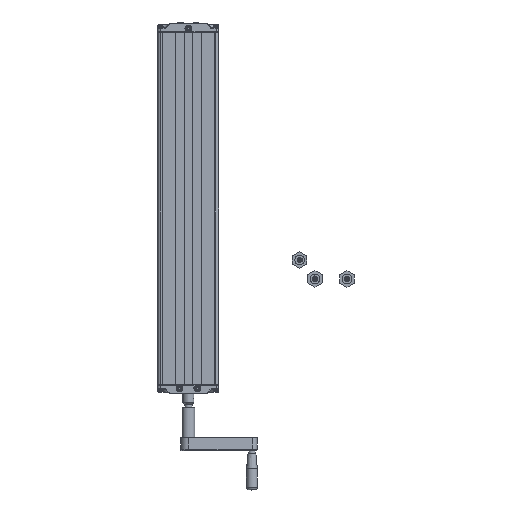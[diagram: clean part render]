
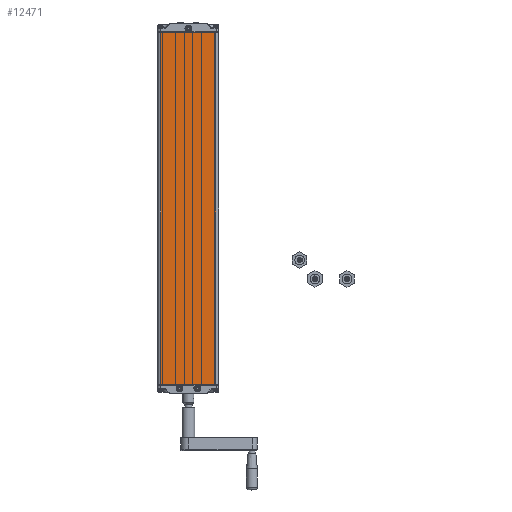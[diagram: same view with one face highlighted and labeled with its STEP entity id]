
A CAD part, top view. The second image highlights one B-rep face of the part: STEP entity #12471.
In plain terms, the highlighted planar face has unit normal (0, 0, 1).
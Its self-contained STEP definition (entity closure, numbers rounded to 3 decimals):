
#1904=FACE_OUTER_BOUND('',#2690,.T.);
#2690=EDGE_LOOP('',(#8384,#8385,#8386,#8387));
#3545=LINE('',#19779,#4414);
#3546=LINE('',#19781,#4415);
#3547=LINE('',#19783,#4416);
#3548=LINE('',#19784,#4417);
#4414=VECTOR('',#15434,691.5);
#4415=VECTOR('',#15435,108.);
#4416=VECTOR('',#15436,691.5);
#4417=VECTOR('',#15437,108.);
#5283=VERTEX_POINT('',#19777);
#5284=VERTEX_POINT('',#19778);
#5285=VERTEX_POINT('',#19780);
#5286=VERTEX_POINT('',#19782);
#6469=EDGE_CURVE('',#5283,#5284,#3545,.F.);
#6470=EDGE_CURVE('',#5284,#5285,#3546,.T.);
#6471=EDGE_CURVE('',#5285,#5286,#3547,.T.);
#6472=EDGE_CURVE('',#5286,#5283,#3548,.F.);
#8384=ORIENTED_EDGE('',*,*,#6469,.T.);
#8385=ORIENTED_EDGE('',*,*,#6470,.T.);
#8386=ORIENTED_EDGE('',*,*,#6471,.T.);
#8387=ORIENTED_EDGE('',*,*,#6472,.T.);
#12214=PLANE('',#13690);
#12471=ADVANCED_FACE('',(#1904),#12214,.T.);
#13690=AXIS2_PLACEMENT_3D('',#19776,#15432,#15433);
#15432=DIRECTION('center_axis',(0.,0.,1.));
#15433=DIRECTION('ref_axis',(1.,0.,0.));
#15434=DIRECTION('',(0.,-1.,0.));
#15435=DIRECTION('',(-1.,0.,0.));
#15436=DIRECTION('',(0.,-1.,0.));
#15437=DIRECTION('',(-1.,0.,0.));
#19776=CARTESIAN_POINT('Origin',(60.,692.5,30.));
#19777=CARTESIAN_POINT('',(54.,0.5,30.));
#19778=CARTESIAN_POINT('',(54.,692.,30.));
#19779=CARTESIAN_POINT('',(54.,692.,30.));
#19780=CARTESIAN_POINT('',(-54.,692.,30.));
#19781=CARTESIAN_POINT('',(54.,692.,30.));
#19782=CARTESIAN_POINT('',(-54.,0.5,30.));
#19783=CARTESIAN_POINT('',(-54.,692.,30.));
#19784=CARTESIAN_POINT('',(54.,0.5,30.));
